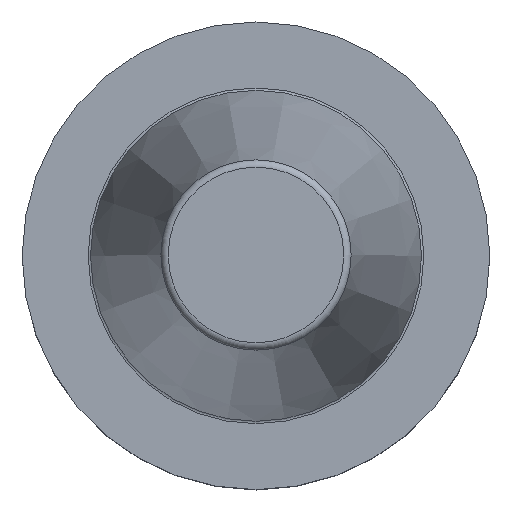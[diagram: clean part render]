
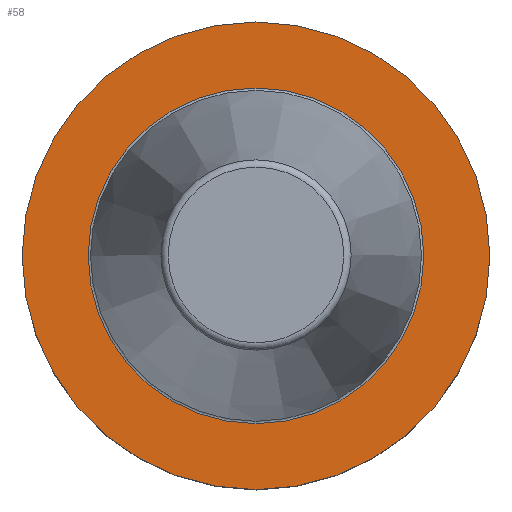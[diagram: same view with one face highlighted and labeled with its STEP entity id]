
A CAD part, top view. The second image highlights one B-rep face of the part: STEP entity #58.
In plain terms, the highlighted planar face has unit normal (0, 0, 1).
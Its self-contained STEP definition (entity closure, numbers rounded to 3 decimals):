
#45=PLANE('',#252);
#58=ADVANCED_FACE('',(#86,#87),#45,.F.);
#86=FACE_BOUND('',#122,.T.);
#87=FACE_BOUND('',#123,.T.);
#122=EDGE_LOOP('',(#158));
#123=EDGE_LOOP('',(#159));
#158=ORIENTED_EDGE('',*,*,#206,.F.);
#159=ORIENTED_EDGE('',*,*,#205,.T.);
#187=VERTEX_POINT('',#371);
#188=VERTEX_POINT('',#374);
#205=EDGE_CURVE('',#187,#187,#223,.T.);
#206=EDGE_CURVE('',#188,#188,#224,.T.);
#223=CIRCLE('',#249,22.6);
#224=CIRCLE('',#251,31.489);
#249=AXIS2_PLACEMENT_3D('',#370,#302,#303);
#251=AXIS2_PLACEMENT_3D('',#373,#306,#307);
#252=AXIS2_PLACEMENT_3D('',#375,#308,#309);
#302=DIRECTION('',(0.0,0.0,-1.0));
#303=DIRECTION('',(-1.0,0.0,0.0));
#306=DIRECTION('',(0.0,0.0,-1.0));
#307=DIRECTION('',(-1.0,0.0,0.0));
#308=DIRECTION('',(0.0,0.0,-1.0));
#309=DIRECTION('',(-1.0,0.0,0.0));
#370=CARTESIAN_POINT('',(0.0,0.0,-2.0));
#371=CARTESIAN_POINT('',(-22.6,0.0,-2.0));
#373=CARTESIAN_POINT('',(0.0,0.0,-2.0));
#374=CARTESIAN_POINT('',(-31.489,0.0,-2.0));
#375=CARTESIAN_POINT('',(0.0,22.6,-2.0));
